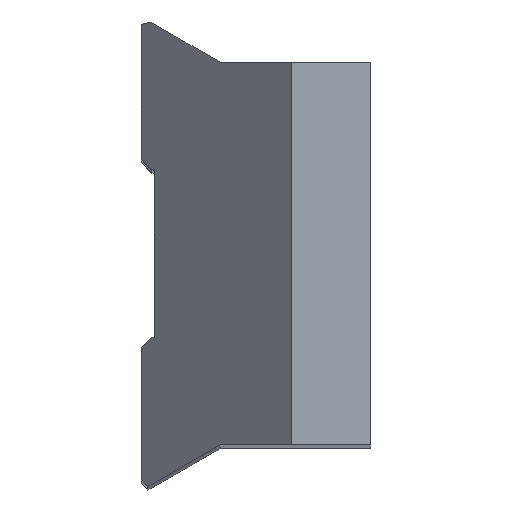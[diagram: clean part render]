
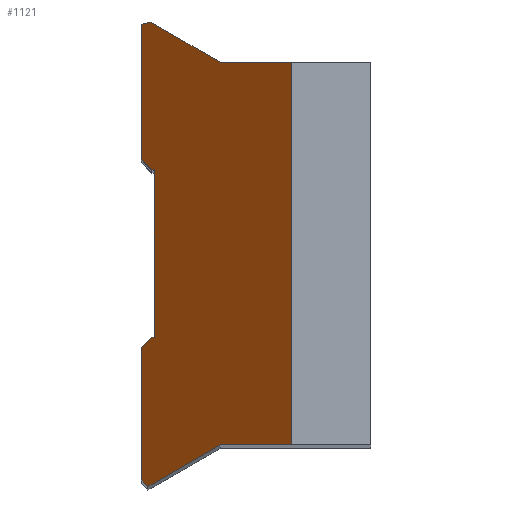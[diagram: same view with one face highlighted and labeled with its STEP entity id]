
A CAD part, top view. The second image highlights one B-rep face of the part: STEP entity #1121.
In plain terms, the highlighted planar face has unit normal (-0.707, 0, 0.707).
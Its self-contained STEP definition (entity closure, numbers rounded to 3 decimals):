
#3 = VECTOR ( 'NONE', #324, 1000. ) ;
#96 = VERTEX_POINT ( 'NONE', #330 ) ;
#114 = CARTESIAN_POINT ( 'NONE',  ( -77.175, -6.198, 60.525 ) ) ;
#117 = CARTESIAN_POINT ( 'NONE',  ( -78.942, -2.484, 58.758 ) ) ;
#157 = AXIS2_PLACEMENT_3D ( 'NONE', #451, #820, #232 ) ;
#190 = EDGE_CURVE ( 'NONE', #300, #1486, #1523, .T. ) ;
#232 = DIRECTION ( 'NONE',  ( -0.707, 0., -0.707 ) ) ;
#237 = PLANE ( 'NONE',  #157 ) ;
#247 = CARTESIAN_POINT ( 'NONE',  ( -80.025, -3.567, 57.675 ) ) ;
#265 = DIRECTION ( 'NONE',  ( -0.707, 0., -0.707 ) ) ;
#266 = EDGE_CURVE ( 'NONE', #1536, #909, #1492, .T. ) ;
#280 = CARTESIAN_POINT ( 'NONE',  ( -80.025, 0., 57.675 ) ) ;
#289 = CARTESIAN_POINT ( 'NONE',  ( -78.525, 1.845, 59.175 ) ) ;
#300 = VERTEX_POINT ( 'NONE', #1124 ) ;
#307 = LINE ( 'NONE', #1272, #507 ) ;
#309 = CARTESIAN_POINT ( 'NONE',  ( -79.825, -0.192, 57.875 ) ) ;
#324 = DIRECTION ( 'NONE',  ( -0.655, -0.378, -0.655 ) ) ;
#330 = CARTESIAN_POINT ( 'NONE',  ( -79.898, -6.198, 57.802 ) ) ;
#332 = DIRECTION ( 'NONE',  ( 0.707, 0., 0.707 ) ) ;
#352 = LINE ( 'NONE', #471, #722 ) ;
#397 = VERTEX_POINT ( 'NONE', #1480 ) ;
#414 = CARTESIAN_POINT ( 'NONE',  ( -78.804, 2.006, 58.896 ) ) ;
#444 = LINE ( 'NONE', #919, #1351 ) ;
#451 = CARTESIAN_POINT ( 'NONE',  ( -80.225, -6.198, 57.475 ) ) ;
#471 = CARTESIAN_POINT ( 'NONE',  ( -78.99, -7.106, 58.71 ) ) ;
#490 = DIRECTION ( 'NONE',  ( 0., 1., 0. ) ) ;
#507 = VECTOR ( 'NONE', #785, 1000. ) ;
#513 = LINE ( 'NONE', #1217, #1381 ) ;
#522 = DIRECTION ( 'NONE',  ( -0.707, 0., -0.707 ) ) ;
#565 = VECTOR ( 'NONE', #805, 1000. ) ;
#609 = EDGE_CURVE ( 'NONE', #1434, #1220, #1183, .T. ) ;
#616 = EDGE_CURVE ( 'NONE', #1197, #1039, #1083, .T. ) ;
#622 = DIRECTION ( 'NONE',  ( 0.707, 0., 0.707 ) ) ;
#637 = LINE ( 'NONE', #1111, #1232 ) ;
#639 = ORIENTED_EDGE ( 'NONE', *, *, #1408, .F. ) ;
#662 = CARTESIAN_POINT ( 'NONE',  ( -79.825, -3.367, 57.875 ) ) ;
#685 = LINE ( 'NONE', #1139, #710 ) ;
#702 = ORIENTED_EDGE ( 'NONE', *, *, #190, .T. ) ;
#704 = VECTOR ( 'NONE', #490, 1000. ) ;
#705 = VECTOR ( 'NONE', #843, 1000. ) ;
#710 = VECTOR ( 'NONE', #999, 1000. ) ;
#713 = CARTESIAN_POINT ( 'NONE',  ( -80.025, 0., 57.675 ) ) ;
#720 = CARTESIAN_POINT ( 'NONE',  ( -79.775, -2.78, 57.925 ) ) ;
#722 = VECTOR ( 'NONE', #1219, 1000. ) ;
#732 = ORIENTED_EDGE ( 'NONE', *, *, #1024, .F. ) ;
#734 = EDGE_CURVE ( 'NONE', #1039, #1411, #637, .T. ) ;
#747 = ORIENTED_EDGE ( 'NONE', *, *, #913, .F. ) ;
#757 = CARTESIAN_POINT ( 'NONE',  ( -138.45, -5.405, -0.75 ) ) ;
#773 = EDGE_CURVE ( 'NONE', #1434, #1197, #513, .T. ) ;
#785 = DIRECTION ( 'NONE',  ( -0.695, -0.186, -0.695 ) ) ;
#790 = EDGE_CURVE ( 'NONE', #1418, #792, #1235, .T. ) ;
#792 = VERTEX_POINT ( 'NONE', #860 ) ;
#805 = DIRECTION ( 'NONE',  ( 0., -1., 0. ) ) ;
#820 = DIRECTION ( 'NONE',  ( 0.707, 0., -0.707 ) ) ;
#843 = DIRECTION ( 'NONE',  ( 0., -1., 0. ) ) ;
#860 = CARTESIAN_POINT ( 'NONE',  ( -80.025, 0.008, 57.675 ) ) ;
#873 = ORIENTED_EDGE ( 'NONE', *, *, #1004, .T. ) ;
#899 = VECTOR ( 'NONE', #522, 1000. ) ;
#908 = DIRECTION ( 'NONE',  ( 0.655, -0.378, 0.655 ) ) ;
#909 = VERTEX_POINT ( 'NONE', #289 ) ;
#911 = ORIENTED_EDGE ( 'NONE', *, *, #1057, .T. ) ;
#913 = EDGE_CURVE ( 'NONE', #1226, #96, #1488, .T. ) ;
#919 = CARTESIAN_POINT ( 'NONE',  ( -138.45, 1.845, -0.75 ) ) ;
#948 = DIRECTION ( 'NONE',  ( -0.577, -0.577, -0.577 ) ) ;
#963 = EDGE_CURVE ( 'NONE', #792, #1411, #685, .T. ) ;
#999 = DIRECTION ( 'NONE',  ( 0.577, -0.577, 0.577 ) ) ;
#1004 = EDGE_CURVE ( 'NONE', #1536, #1418, #307, .T. ) ;
#1024 = EDGE_CURVE ( 'NONE', #909, #1486, #444, .T. ) ;
#1039 = VERTEX_POINT ( 'NONE', #1525 ) ;
#1057 = EDGE_CURVE ( 'NONE', #1220, #397, #1430, .T. ) ;
#1083 = LINE ( 'NONE', #720, #704 ) ;
#1111 = CARTESIAN_POINT ( 'NONE',  ( -78.975, -0.192, 58.725 ) ) ;
#1121 = ADVANCED_FACE ( 'NONE', ( #1517 ), #237, .F. ) ;
#1124 = CARTESIAN_POINT ( 'NONE',  ( -77.175, -5.405, 60.525 ) ) ;
#1125 = CARTESIAN_POINT ( 'NONE',  ( -79.775, -3.367, 57.925 ) ) ;
#1126 = VECTOR ( 'NONE', #1283, 1000. ) ;
#1139 = CARTESIAN_POINT ( 'NONE',  ( -78.942, -1.076, 58.758 ) ) ;
#1145 = ORIENTED_EDGE ( 'NONE', *, *, #616, .F. ) ;
#1148 = CARTESIAN_POINT ( 'NONE',  ( -79.852, 2.611, 57.848 ) ) ;
#1156 = VECTOR ( 'NONE', #908, 1000. ) ;
#1166 = CARTESIAN_POINT ( 'NONE',  ( -77.946, -5.071, 59.754 ) ) ;
#1183 = LINE ( 'NONE', #117, #1526 ) ;
#1197 = VERTEX_POINT ( 'NONE', #1125 ) ;
#1205 = ORIENTED_EDGE ( 'NONE', *, *, #963, .T. ) ;
#1217 = CARTESIAN_POINT ( 'NONE',  ( -78.475, -3.367, 59.225 ) ) ;
#1219 = DIRECTION ( 'NONE',  ( 0.577, -0.577, 0.577 ) ) ;
#1220 = VERTEX_POINT ( 'NONE', #247 ) ;
#1226 = VERTEX_POINT ( 'NONE', #1484 ) ;
#1232 = VECTOR ( 'NONE', #265, 1000. ) ;
#1235 = LINE ( 'NONE', #280, #705 ) ;
#1265 = LINE ( 'NONE', #757, #899 ) ;
#1271 = ORIENTED_EDGE ( 'NONE', *, *, #1338, .T. ) ;
#1272 = CARTESIAN_POINT ( 'NONE',  ( -107.863, -4.895, 29.837 ) ) ;
#1273 = CARTESIAN_POINT ( 'NONE',  ( -80.025, 2.565, 57.675 ) ) ;
#1283 = DIRECTION ( 'NONE',  ( 0., 1., 0. ) ) ;
#1295 = ORIENTED_EDGE ( 'NONE', *, *, #266, .F. ) ;
#1310 = ORIENTED_EDGE ( 'NONE', *, *, #609, .T. ) ;
#1336 = ORIENTED_EDGE ( 'NONE', *, *, #734, .F. ) ;
#1338 = EDGE_CURVE ( 'NONE', #397, #96, #352, .T. ) ;
#1344 = CARTESIAN_POINT ( 'NONE',  ( -77.175, 1.845, 60.525 ) ) ;
#1351 = VECTOR ( 'NONE', #332, 1000. ) ;
#1381 = VECTOR ( 'NONE', #622, 1000. ) ;
#1391 = ORIENTED_EDGE ( 'NONE', *, *, #790, .T. ) ;
#1408 = EDGE_CURVE ( 'NONE', #300, #1226, #1265, .T. ) ;
#1411 = VERTEX_POINT ( 'NONE', #309 ) ;
#1418 = VERTEX_POINT ( 'NONE', #1273 ) ;
#1430 = LINE ( 'NONE', #713, #565 ) ;
#1434 = VERTEX_POINT ( 'NONE', #662 ) ;
#1480 = CARTESIAN_POINT ( 'NONE',  ( -80.025, -6.071, 57.675 ) ) ;
#1484 = CARTESIAN_POINT ( 'NONE',  ( -78.525, -5.405, 59.175 ) ) ;
#1486 = VERTEX_POINT ( 'NONE', #1344 ) ;
#1488 = LINE ( 'NONE', #1166, #3 ) ;
#1492 = LINE ( 'NONE', #414, #1156 ) ;
#1500 = EDGE_LOOP ( 'NONE', ( #702, #732, #1295, #873, #1391, #1205, #1336, #1145, #1541, #1310, #911, #1271, #747, #639 ) ) ;
#1517 = FACE_OUTER_BOUND ( 'NONE', #1500, .T. ) ;
#1523 = LINE ( 'NONE', #114, #1126 ) ;
#1525 = CARTESIAN_POINT ( 'NONE',  ( -79.775, -0.192, 57.925 ) ) ;
#1526 = VECTOR ( 'NONE', #948, 1000. ) ;
#1536 = VERTEX_POINT ( 'NONE', #1148 ) ;
#1541 = ORIENTED_EDGE ( 'NONE', *, *, #773, .F. ) ;
